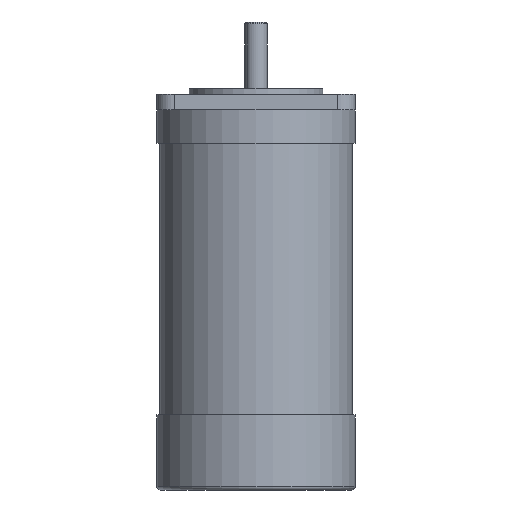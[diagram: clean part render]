
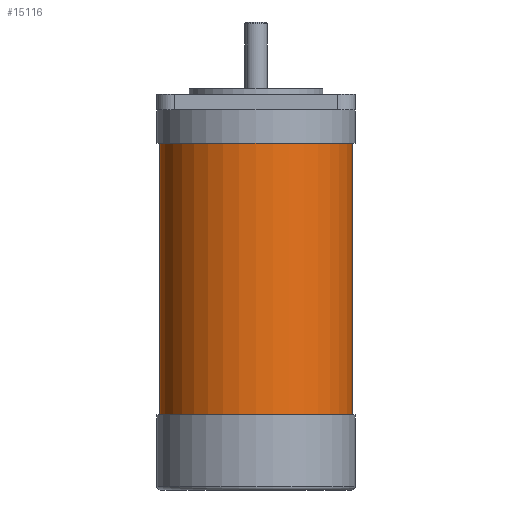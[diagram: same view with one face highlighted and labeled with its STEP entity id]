
A CAD part, front view. The second image highlights one B-rep face of the part: STEP entity #15116.
In plain terms, the highlighted cylindrical face has radius 27.5 mm (diameter 55 mm), a partial arc.
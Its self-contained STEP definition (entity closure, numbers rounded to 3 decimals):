
#700 = EDGE_LOOP ( 'NONE', ( #13101, #13102, #13103, #13104 ) ) ;
#3446 = DIRECTION ( 'NONE',  ( 1., 0., 0. ) ) ;
#3448 = DIRECTION ( 'NONE',  ( 0., 0., 1. ) ) ;
#3450 = CARTESIAN_POINT ( 'NONE',  ( 3.295, 0.234, 18.215 ) ) ;
#4350 = CARTESIAN_POINT ( 'NONE',  ( -24.205, 0.234, -61.785 ) ) ;
#4355 = CARTESIAN_POINT ( 'NONE',  ( 30.795, 0.234, -61.785 ) ) ;
#4356 = CARTESIAN_POINT ( 'NONE',  ( -24.205, 0.234, 18.715 ) ) ;
#4359 = CARTESIAN_POINT ( 'NONE',  ( 30.795, 0.234, 18.715 ) ) ;
#4567 = VERTEX_POINT ( 'NONE', #4359 ) ;
#4570 = VERTEX_POINT ( 'NONE', #4356 ) ;
#4571 = VERTEX_POINT ( 'NONE', #4355 ) ;
#4576 = VERTEX_POINT ( 'NONE', #4350 ) ;
#5448 = FACE_OUTER_BOUND ( 'NONE', #700, .T. ) ;
#5463 = CYLINDRICAL_SURFACE ( 'NONE', #12915, 27.5 ) ;
#10678 = LINE ( 'NONE', #16068, #10684 ) ;
#10681 = CIRCLE ( 'NONE', #12752, 27.5 ) ;
#10683 = CIRCLE ( 'NONE', #12753, 27.5 ) ;
#10684 = VECTOR ( 'NONE', #16063, 1000. ) ;
#10689 = LINE ( 'NONE', #16076, #10691 ) ;
#10691 = VECTOR ( 'NONE', #16075, 1000. ) ;
#12324 = EDGE_CURVE ( 'NONE', #4567, #4570, #10681, .T. ) ;
#12325 = EDGE_CURVE ( 'NONE', #4571, #4567, #10678, .T. ) ;
#12326 = EDGE_CURVE ( 'NONE', #4576, #4571, #10683, .T. ) ;
#12330 = EDGE_CURVE ( 'NONE', #4576, #4570, #10689, .T. ) ;
#12752 = AXIS2_PLACEMENT_3D ( 'NONE', #16069, #16070, #16071 ) ;
#12753 = AXIS2_PLACEMENT_3D ( 'NONE', #16072, #16073, #16074 ) ;
#12915 = AXIS2_PLACEMENT_3D ( 'NONE', #3450, #3448, #3446 ) ;
#13101 = ORIENTED_EDGE ( 'NONE', *, *, #12330, .F. ) ;
#13102 = ORIENTED_EDGE ( 'NONE', *, *, #12326, .T. ) ;
#13103 = ORIENTED_EDGE ( 'NONE', *, *, #12325, .T. ) ;
#13104 = ORIENTED_EDGE ( 'NONE', *, *, #12324, .T. ) ;
#15116 = ADVANCED_FACE ( 'NONE', ( #5448 ), #5463, .T. ) ;
#16063 = DIRECTION ( 'NONE',  ( 0., 0., 1. ) ) ;
#16068 = CARTESIAN_POINT ( 'NONE',  ( 30.795, 0.234, 18.215 ) ) ;
#16069 = CARTESIAN_POINT ( 'NONE',  ( 3.295, 0.234, 18.715 ) ) ;
#16070 = DIRECTION ( 'NONE',  ( 0., 0., -1. ) ) ;
#16071 = DIRECTION ( 'NONE',  ( -1., 0., 0. ) ) ;
#16072 = CARTESIAN_POINT ( 'NONE',  ( 3.295, 0.234, -61.785 ) ) ;
#16073 = DIRECTION ( 'NONE',  ( 0., 0., 1. ) ) ;
#16074 = DIRECTION ( 'NONE',  ( 1., 0., 0. ) ) ;
#16075 = DIRECTION ( 'NONE',  ( 0., 0., 1. ) ) ;
#16076 = CARTESIAN_POINT ( 'NONE',  ( -24.205, 0.234, 18.215 ) ) ;
